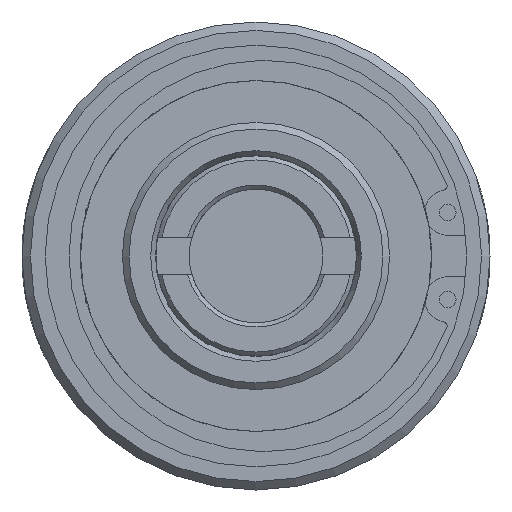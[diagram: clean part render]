
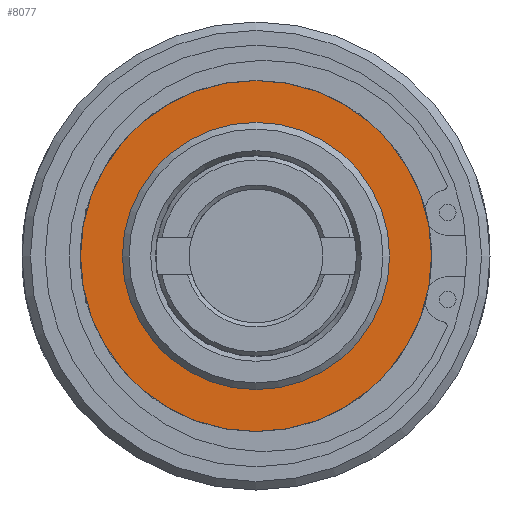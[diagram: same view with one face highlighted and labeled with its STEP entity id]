
A CAD part, left-side view. The second image highlights one B-rep face of the part: STEP entity #8077.
In plain terms, the highlighted planar face has unit normal (-1, 0, 0).
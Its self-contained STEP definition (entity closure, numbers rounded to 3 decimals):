
#142=PLANE('',#8504);
#424=FACE_BOUND('',#1193,.T.);
#714=FACE_OUTER_BOUND('',#1192,.T.);
#1192=EDGE_LOOP('',(#6432,#6433));
#1193=EDGE_LOOP('',(#6434,#6435));
#1927=CIRCLE('',#8505,33.338);
#1928=CIRCLE('',#8506,33.338);
#1929=CIRCLE('',#8507,23.813);
#1930=CIRCLE('',#8508,23.813);
#3514=VERTEX_POINT('',#17017);
#3515=VERTEX_POINT('',#17018);
#3516=VERTEX_POINT('',#17021);
#3517=VERTEX_POINT('',#17022);
#4560=EDGE_CURVE('',#3514,#3515,#1927,.T.);
#4561=EDGE_CURVE('',#3515,#3514,#1928,.T.);
#4562=EDGE_CURVE('',#3516,#3517,#1929,.T.);
#4563=EDGE_CURVE('',#3517,#3516,#1930,.T.);
#6432=ORIENTED_EDGE('',*,*,#4560,.F.);
#6433=ORIENTED_EDGE('',*,*,#4561,.F.);
#6434=ORIENTED_EDGE('',*,*,#4562,.T.);
#6435=ORIENTED_EDGE('',*,*,#4563,.T.);
#8077=ADVANCED_FACE('',(#714,#424),#142,.T.);
#8504=AXIS2_PLACEMENT_3D('',#17016,#9595,#9596);
#8505=AXIS2_PLACEMENT_3D('',#17019,#9597,#9598);
#8506=AXIS2_PLACEMENT_3D('',#17020,#9599,#9600);
#8507=AXIS2_PLACEMENT_3D('',#17023,#9601,#9602);
#8508=AXIS2_PLACEMENT_3D('',#17024,#9603,#9604);
#9595=DIRECTION('center_axis',(-1.,0.,0.));
#9596=DIRECTION('ref_axis',(0.,0.,1.));
#9597=DIRECTION('center_axis',(1.,0.,0.));
#9598=DIRECTION('ref_axis',(0.,1.,0.));
#9599=DIRECTION('center_axis',(1.,0.,0.));
#9600=DIRECTION('ref_axis',(0.,1.,0.));
#9601=DIRECTION('center_axis',(1.,0.,0.));
#9602=DIRECTION('ref_axis',(0.,1.,0.));
#9603=DIRECTION('center_axis',(1.,0.,0.));
#9604=DIRECTION('ref_axis',(0.,1.,0.));
#17016=CARTESIAN_POINT('Origin',(28.575,28.575,0.));
#17017=CARTESIAN_POINT('',(28.575,33.338,0.));
#17018=CARTESIAN_POINT('',(28.575,-33.338,0.));
#17019=CARTESIAN_POINT('Origin',(28.575,0.,0.));
#17020=CARTESIAN_POINT('Origin',(28.575,0.,0.));
#17021=CARTESIAN_POINT('',(28.575,23.813,0.));
#17022=CARTESIAN_POINT('',(28.575,-23.813,0.));
#17023=CARTESIAN_POINT('Origin',(28.575,0.,0.));
#17024=CARTESIAN_POINT('Origin',(28.575,0.,0.));
